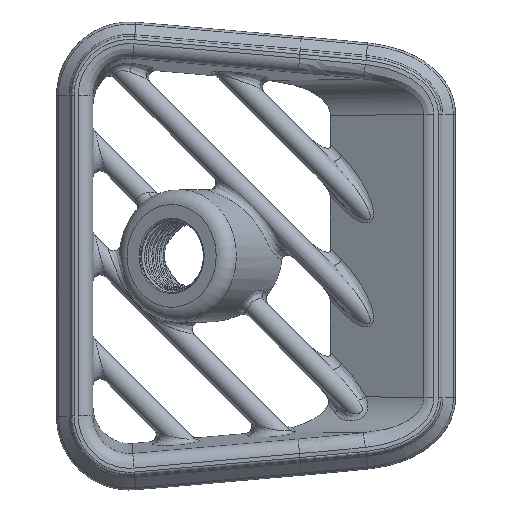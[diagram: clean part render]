
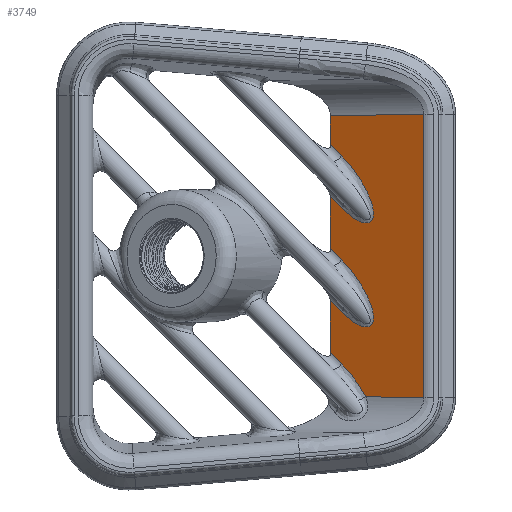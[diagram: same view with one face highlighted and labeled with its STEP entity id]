
A CAD part, top view. The second image highlights one B-rep face of the part: STEP entity #3749.
In plain terms, the highlighted planar face has unit normal (-0.5, 0, 0.866).
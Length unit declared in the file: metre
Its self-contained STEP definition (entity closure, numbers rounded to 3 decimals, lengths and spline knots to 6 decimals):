
#145=LINE('',#8321,#326);
#146=LINE('',#8324,#327);
#147=LINE('',#8326,#328);
#148=LINE('',#8330,#329);
#149=LINE('',#8332,#330);
#150=LINE('',#8334,#331);
#151=LINE('',#8338,#332);
#152=LINE('',#8340,#333);
#153=LINE('',#8342,#334);
#154=LINE('',#8346,#335);
#155=LINE('',#8348,#336);
#326=VECTOR('',#4462,1.);
#327=VECTOR('',#4463,1.);
#328=VECTOR('',#4464,1.);
#329=VECTOR('',#4467,1.);
#330=VECTOR('',#4468,1.);
#331=VECTOR('',#4469,1.);
#332=VECTOR('',#4472,1.);
#333=VECTOR('',#4473,1.);
#334=VECTOR('',#4474,1.);
#335=VECTOR('',#4477,1.);
#336=VECTOR('',#4478,1.);
#476=ELLIPSE('',#4059,0.007071,0.0025);
#477=ELLIPSE('',#4060,0.007071,0.0025);
#478=ELLIPSE('',#4061,0.007071,0.0025);
#1125=ORIENTED_EDGE('',*,*,#2310,.T.);
#1126=ORIENTED_EDGE('',*,*,#2311,.T.);
#1127=ORIENTED_EDGE('',*,*,#2312,.T.);
#1128=ORIENTED_EDGE('',*,*,#2313,.T.);
#1129=ORIENTED_EDGE('',*,*,#2314,.T.);
#1130=ORIENTED_EDGE('',*,*,#2315,.T.);
#1131=ORIENTED_EDGE('',*,*,#2316,.T.);
#1132=ORIENTED_EDGE('',*,*,#2317,.T.);
#1133=ORIENTED_EDGE('',*,*,#2318,.T.);
#1134=ORIENTED_EDGE('',*,*,#2319,.T.);
#1135=ORIENTED_EDGE('',*,*,#2320,.T.);
#1136=ORIENTED_EDGE('',*,*,#2321,.T.);
#1137=ORIENTED_EDGE('',*,*,#2322,.T.);
#1138=ORIENTED_EDGE('',*,*,#2323,.T.);
#2310=EDGE_CURVE('',#2896,#2897,#145,.T.);
#2311=EDGE_CURVE('',#2897,#2898,#146,.T.);
#2312=EDGE_CURVE('',#2898,#2899,#147,.T.);
#2313=EDGE_CURVE('',#2899,#2900,#476,.F.);
#2314=EDGE_CURVE('',#2900,#2901,#148,.T.);
#2315=EDGE_CURVE('',#2901,#2902,#149,.T.);
#2316=EDGE_CURVE('',#2902,#2903,#150,.T.);
#2317=EDGE_CURVE('',#2903,#2904,#477,.F.);
#2318=EDGE_CURVE('',#2904,#2905,#151,.T.);
#2319=EDGE_CURVE('',#2905,#2906,#152,.T.);
#2320=EDGE_CURVE('',#2906,#2907,#153,.T.);
#2321=EDGE_CURVE('',#2907,#2908,#478,.F.);
#2322=EDGE_CURVE('',#2908,#2909,#154,.T.);
#2323=EDGE_CURVE('',#2909,#2896,#155,.T.);
#2896=VERTEX_POINT('',#8322);
#2897=VERTEX_POINT('',#8323);
#2898=VERTEX_POINT('',#8325);
#2899=VERTEX_POINT('',#8327);
#2900=VERTEX_POINT('',#8329);
#2901=VERTEX_POINT('',#8331);
#2902=VERTEX_POINT('',#8333);
#2903=VERTEX_POINT('',#8335);
#2904=VERTEX_POINT('',#8337);
#2905=VERTEX_POINT('',#8339);
#2906=VERTEX_POINT('',#8341);
#2907=VERTEX_POINT('',#8343);
#2908=VERTEX_POINT('',#8345);
#2909=VERTEX_POINT('',#8347);
#3164=EDGE_LOOP('',(#1125,#1126,#1127,#1128,#1129,#1130,#1131,#1132,#1133,
#1134,#1135,#1136,#1137,#1138));
#3432=FACE_BOUND('',#3164,.T.);
#3673=PLANE('',#4058);
#3749=ADVANCED_FACE('',(#3432),#3673,.T.);
#4058=AXIS2_PLACEMENT_3D('',#8320,#4460,#4461);
#4059=AXIS2_PLACEMENT_3D('',#8328,#4465,#4466);
#4060=AXIS2_PLACEMENT_3D('',#8336,#4470,#4471);
#4061=AXIS2_PLACEMENT_3D('',#8344,#4475,#4476);
#4460=DIRECTION('',(-0.5,0.,0.866));
#4461=DIRECTION('',(0.,-1.,0.));
#4462=DIRECTION('',(-0.866,-0.013,-0.5));
#4463=DIRECTION('',(0.,-1.,0.));
#4464=DIRECTION('',(0.655,-0.655,0.378));
#4465=DIRECTION('',(-0.5,0.,0.866));
#4466=DIRECTION('',(0.567,-0.756,0.327));
#4467=DIRECTION('',(-0.655,0.655,-0.378));
#4468=DIRECTION('',(0.,-1.,0.));
#4469=DIRECTION('',(0.655,-0.655,0.378));
#4470=DIRECTION('',(-0.5,0.,0.866));
#4471=DIRECTION('',(0.567,-0.756,0.327));
#4472=DIRECTION('',(-0.655,0.655,-0.378));
#4473=DIRECTION('',(0.,-1.,0.));
#4474=DIRECTION('',(0.655,-0.655,0.378));
#4475=DIRECTION('',(-0.5,0.,0.866));
#4476=DIRECTION('',(0.567,-0.756,0.327));
#4477=DIRECTION('',(0.866,-0.013,0.5));
#4478=DIRECTION('',(0.,1.,0.));
#8320=CARTESIAN_POINT('',(0.002084,-0.022288,0.));
#8321=CARTESIAN_POINT('',(0.002129,0.019062,0.000026));
#8322=CARTESIAN_POINT('',(0.016083,0.019267,0.008083));
#8323=CARTESIAN_POINT('',(0.003376,0.01908,0.000746));
#8324=CARTESIAN_POINT('',(0.003376,0.016441,0.000746));
#8325=CARTESIAN_POINT('',(0.003376,0.015148,0.000746));
#8326=CARTESIAN_POINT('',(0.018682,-0.000157,0.009583));
#8327=CARTESIAN_POINT('',(0.004914,0.013611,0.001634));
#8328=CARTESIAN_POINT('',(0.004914,0.010075,0.001634));
#8329=CARTESIAN_POINT('',(0.004914,0.00654,0.001634));
#8330=CARTESIAN_POINT('',(0.015651,-0.004198,0.007833));
#8331=CARTESIAN_POINT('',(0.003376,0.008077,0.000746));
#8332=CARTESIAN_POINT('',(0.003376,0.002299,0.000746));
#8333=CARTESIAN_POINT('',(0.003376,0.001006,0.000746));
#8334=CARTESIAN_POINT('',(0.012621,-0.008238,0.006084));
#8335=CARTESIAN_POINT('',(0.004914,-0.000531,0.001634));
#8336=CARTESIAN_POINT('',(0.004914,-0.004067,0.001634));
#8337=CARTESIAN_POINT('',(0.004914,-0.007602,0.001634));
#8338=CARTESIAN_POINT('',(0.00959,-0.012279,0.004334));
#8339=CARTESIAN_POINT('',(0.003376,-0.006065,0.000746));
#8340=CARTESIAN_POINT('',(0.003376,-0.011843,0.000746));
#8341=CARTESIAN_POINT('',(0.003376,-0.013136,0.000746));
#8342=CARTESIAN_POINT('',(0.00656,-0.016319,0.002584));
#8343=CARTESIAN_POINT('',(0.004914,-0.014673,0.001634));
#8344=CARTESIAN_POINT('',(0.004914,-0.018209,0.001634));
#8345=CARTESIAN_POINT('',(0.008178,-0.019151,0.003519));
#8346=CARTESIAN_POINT('',(0.016764,-0.019277,0.008476));
#8347=CARTESIAN_POINT('',(0.016083,-0.019267,0.008083));
#8348=CARTESIAN_POINT('',(0.016083,-0.022288,0.008083));
